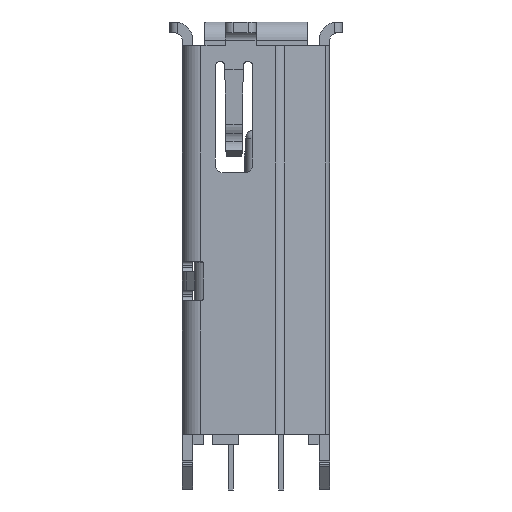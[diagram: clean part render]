
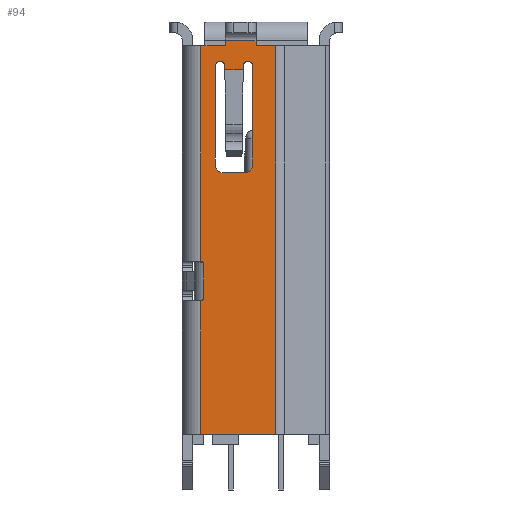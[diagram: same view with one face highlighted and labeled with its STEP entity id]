
A CAD part, left-side view. The second image highlights one B-rep face of the part: STEP entity #94.
In plain terms, the highlighted planar face has unit normal (-1, 0, 0).
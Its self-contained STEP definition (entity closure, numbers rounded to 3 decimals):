
#94=ADVANCED_FACE('',(#716,#717),#718,.T.);
#716=FACE_OUTER_BOUND('',#1841,.T.);
#717=FACE_BOUND('',#1842,.T.);
#718=PLANE('',#1843);
#1841=EDGE_LOOP('',(#3500,#3501,#3502,#3503,#3504,#3505,#3506,#3507,#3508,#3509,#3510,#3511));
#1842=EDGE_LOOP('',(#3512,#3513,#3514,#3515,#3516,#3517,#3518,#3519,#3520,#3521,#3522,#3523,#3524,#3525));
#1843=AXIS2_PLACEMENT_3D('',#3526,#3527,#3528);
#3500=ORIENTED_EDGE('',*,*,#7954,.T.);
#3501=ORIENTED_EDGE('',*,*,#7955,.T.);
#3502=ORIENTED_EDGE('',*,*,#7575,.T.);
#3503=ORIENTED_EDGE('',*,*,#7956,.F.);
#3504=ORIENTED_EDGE('',*,*,#7846,.T.);
#3505=ORIENTED_EDGE('',*,*,#7957,.F.);
#3506=ORIENTED_EDGE('',*,*,#7958,.T.);
#3507=ORIENTED_EDGE('',*,*,#7959,.T.);
#3508=ORIENTED_EDGE('',*,*,#7860,.T.);
#3509=ORIENTED_EDGE('',*,*,#7960,.T.);
#3510=ORIENTED_EDGE('',*,*,#7921,.T.);
#3511=ORIENTED_EDGE('',*,*,#7916,.F.);
#3512=ORIENTED_EDGE('',*,*,#7961,.T.);
#3513=ORIENTED_EDGE('',*,*,#7962,.T.);
#3514=ORIENTED_EDGE('',*,*,#7963,.T.);
#3515=ORIENTED_EDGE('',*,*,#7964,.T.);
#3516=ORIENTED_EDGE('',*,*,#7965,.T.);
#3517=ORIENTED_EDGE('',*,*,#7966,.T.);
#3518=ORIENTED_EDGE('',*,*,#7967,.T.);
#3519=ORIENTED_EDGE('',*,*,#7968,.T.);
#3520=ORIENTED_EDGE('',*,*,#7969,.T.);
#3521=ORIENTED_EDGE('',*,*,#7970,.T.);
#3522=ORIENTED_EDGE('',*,*,#7971,.F.);
#3523=ORIENTED_EDGE('',*,*,#7972,.T.);
#3524=ORIENTED_EDGE('',*,*,#7973,.T.);
#3525=ORIENTED_EDGE('',*,*,#7974,.T.);
#3526=CARTESIAN_POINT('',(-8.45,2.08,0.0));
#3527=DIRECTION('',(-1.0,0.0,0.0));
#3528=DIRECTION('',(0.0,0.0,1.0));
#7575=EDGE_CURVE('',#9155,#9153,#9156,.T.);
#7846=EDGE_CURVE('',#9674,#9672,#9675,.T.);
#7860=EDGE_CURVE('',#9701,#9699,#9702,.T.);
#7916=EDGE_CURVE('',#9800,#9802,#9803,.T.);
#7921=EDGE_CURVE('',#9810,#9802,#9811,.T.);
#7954=EDGE_CURVE('',#9800,#9865,#9868,.T.);
#7955=EDGE_CURVE('',#9865,#9155,#9869,.T.);
#7956=EDGE_CURVE('',#9674,#9153,#9870,.T.);
#7957=EDGE_CURVE('',#9871,#9672,#9872,.T.);
#7958=EDGE_CURVE('',#9871,#9873,#9874,.T.);
#7959=EDGE_CURVE('',#9873,#9701,#9875,.T.);
#7960=EDGE_CURVE('',#9699,#9810,#9876,.T.);
#7961=EDGE_CURVE('',#9877,#9878,#9879,.T.);
#7962=EDGE_CURVE('',#9878,#9880,#9881,.T.);
#7963=EDGE_CURVE('',#9880,#9882,#9883,.T.);
#7964=EDGE_CURVE('',#9882,#9884,#9885,.T.);
#7965=EDGE_CURVE('',#9884,#9886,#9887,.T.);
#7966=EDGE_CURVE('',#9886,#9888,#9889,.T.);
#7967=EDGE_CURVE('',#9888,#9890,#9891,.T.);
#7968=EDGE_CURVE('',#9890,#9892,#9893,.T.);
#7969=EDGE_CURVE('',#9892,#9894,#9895,.T.);
#7970=EDGE_CURVE('',#9894,#9896,#9897,.T.);
#7971=EDGE_CURVE('',#9898,#9896,#9899,.T.);
#7972=EDGE_CURVE('',#9898,#9900,#9901,.T.);
#7973=EDGE_CURVE('',#9900,#9902,#9903,.T.);
#7974=EDGE_CURVE('',#9902,#9877,#9904,.T.);
#9153=VERTEX_POINT('',#11775);
#9155=VERTEX_POINT('',#11777);
#9156=LINE('',#11778,#11779);
#9672=VERTEX_POINT('',#12517);
#9674=VERTEX_POINT('',#12520);
#9675=LINE('',#12521,#12522);
#9699=VERTEX_POINT('',#12555);
#9701=VERTEX_POINT('',#12557);
#9702=LINE('',#12558,#12559);
#9800=VERTEX_POINT('',#12727);
#9802=VERTEX_POINT('',#12730);
#9803=LINE('',#12731,#12732);
#9810=VERTEX_POINT('',#12743);
#9811=CIRCLE('',#12744,0.1);
#9865=VERTEX_POINT('',#12818);
#9868=CIRCLE('',#12822,0.1);
#9869=LINE('',#12823,#12824);
#9870=LINE('',#12825,#12826);
#9871=VERTEX_POINT('',#12827);
#9872=LINE('',#12828,#12829);
#9873=VERTEX_POINT('',#12830);
#9874=LINE('',#12831,#12832);
#9875=LINE('',#12833,#12834);
#9876=LINE('',#12835,#12836);
#9877=VERTEX_POINT('',#12837);
#9878=VERTEX_POINT('',#12838);
#9879=CIRCLE('',#12839,0.15);
#9880=VERTEX_POINT('',#12840);
#9881=LINE('',#12841,#12842);
#9882=VERTEX_POINT('',#12843);
#9883=CIRCLE('',#12844,0.3);
#9884=VERTEX_POINT('',#12845);
#9885=LINE('',#12846,#12847);
#9886=VERTEX_POINT('',#12848);
#9887=CIRCLE('',#12849,0.3);
#9888=VERTEX_POINT('',#12850);
#9889=LINE('',#12851,#12852);
#9890=VERTEX_POINT('',#12853);
#9891=CIRCLE('',#12854,0.15);
#9892=VERTEX_POINT('',#12855);
#9893=LINE('',#12856,#12857);
#9894=VERTEX_POINT('',#12858);
#9895=CIRCLE('',#12859,0.15);
#9896=VERTEX_POINT('',#12860);
#9897=LINE('',#12861,#12862);
#9898=VERTEX_POINT('',#12863);
#9899=LINE('',#12864,#12865);
#9900=VERTEX_POINT('',#12866);
#9901=LINE('',#12867,#12868);
#9902=VERTEX_POINT('',#12869);
#9903=CIRCLE('',#12870,0.15);
#9904=LINE('',#12871,#12872);
#11775=CARTESIAN_POINT('',(-8.45,-0.74,-15.57));
#11777=CARTESIAN_POINT('',(-8.45,2.08,-15.57));
#11778=CARTESIAN_POINT('',(-8.45,2.08,-15.57));
#11779=VECTOR('',#16009,2.82);
#12517=CARTESIAN_POINT('',(-8.45,0.0,-0.9));
#12520=CARTESIAN_POINT('',(-8.45,-0.74,-0.9));
#12521=CARTESIAN_POINT('',(-8.45,-0.74,-0.9));
#12522=VECTOR('',#16374,0.74);
#12555=CARTESIAN_POINT('',(-8.45,2.08,-0.9));
#12557=CARTESIAN_POINT('',(-8.45,1.16,-0.9));
#12558=CARTESIAN_POINT('',(-8.45,1.16,-0.9));
#12559=VECTOR('',#16396,0.92);
#12727=CARTESIAN_POINT('',(-8.45,1.98,-10.43));
#12730=CARTESIAN_POINT('',(-8.45,1.98,-9.13));
#12731=CARTESIAN_POINT('',(-8.45,1.98,-10.43));
#12732=VECTOR('',#16482,1.3);
#12743=CARTESIAN_POINT('',(-8.45,2.08,-9.03));
#12744=AXIS2_PLACEMENT_3D('',#16487,#16488,#16489);
#12818=CARTESIAN_POINT('',(-8.45,2.08,-10.53));
#12822=AXIS2_PLACEMENT_3D('',#16544,#16545,#16546);
#12823=CARTESIAN_POINT('',(-8.45,2.08,-10.53));
#12824=VECTOR('',#16547,5.04);
#12825=CARTESIAN_POINT('',(-8.45,-0.74,-0.9));
#12826=VECTOR('',#16548,14.67);
#12827=CARTESIAN_POINT('',(-8.45,0.0,-0.7));
#12828=CARTESIAN_POINT('',(-8.45,0.0,-0.7));
#12829=VECTOR('',#16549,0.2);
#12830=CARTESIAN_POINT('',(-8.45,1.16,-0.7));
#12831=CARTESIAN_POINT('',(-8.45,0.0,-0.7));
#12832=VECTOR('',#16550,1.16);
#12833=CARTESIAN_POINT('',(-8.45,1.16,-0.7));
#12834=VECTOR('',#16551,0.2);
#12835=CARTESIAN_POINT('',(-8.45,2.08,-0.9));
#12836=VECTOR('',#16552,8.13);
#12837=CARTESIAN_POINT('',(-8.45,0.28,-1.5));
#12838=CARTESIAN_POINT('',(-8.45,0.13,-1.65));
#12839=AXIS2_PLACEMENT_3D('',#16553,#16554,#16555);
#12840=CARTESIAN_POINT('',(-8.45,0.13,-5.4));
#12841=CARTESIAN_POINT('',(-8.45,0.13,-1.65));
#12842=VECTOR('',#16556,3.75);
#12843=CARTESIAN_POINT('',(-8.45,0.43,-5.7));
#12844=AXIS2_PLACEMENT_3D('',#16557,#16558,#16559);
#12845=CARTESIAN_POINT('',(-8.45,1.23,-5.7));
#12846=CARTESIAN_POINT('',(-8.45,0.43,-5.7));
#12847=VECTOR('',#16560,0.8);
#12848=CARTESIAN_POINT('',(-8.45,1.53,-5.4));
#12849=AXIS2_PLACEMENT_3D('',#16561,#16562,#16563);
#12850=CARTESIAN_POINT('',(-8.45,1.53,-1.65));
#12851=CARTESIAN_POINT('',(-8.45,1.53,-5.4));
#12852=VECTOR('',#16564,3.75);
#12853=CARTESIAN_POINT('',(-8.45,1.38,-1.5));
#12854=AXIS2_PLACEMENT_3D('',#16565,#16566,#16567);
#12855=CARTESIAN_POINT('',(-8.45,1.328,-1.5));
#12856=CARTESIAN_POINT('',(-8.45,1.38,-1.5));
#12857=VECTOR('',#16568,0.052);
#12858=CARTESIAN_POINT('',(-8.45,1.178,-1.648));
#12859=AXIS2_PLACEMENT_3D('',#16569,#16570,#16571);
#12860=CARTESIAN_POINT('',(-8.45,1.176,-1.8));
#12861=CARTESIAN_POINT('',(-8.45,1.178,-1.648));
#12862=VECTOR('',#16572,0.152);
#12863=CARTESIAN_POINT('',(-8.45,0.484,-1.8));
#12864=CARTESIAN_POINT('',(-8.45,0.484,-1.8));
#12865=VECTOR('',#16573,0.692);
#12866=CARTESIAN_POINT('',(-8.45,0.482,-1.648));
#12867=CARTESIAN_POINT('',(-8.45,0.484,-1.8));
#12868=VECTOR('',#16574,0.152);
#12869=CARTESIAN_POINT('',(-8.45,0.332,-1.5));
#12870=AXIS2_PLACEMENT_3D('',#16575,#16576,#16577);
#12871=CARTESIAN_POINT('',(-8.45,0.332,-1.5));
#12872=VECTOR('',#16578,0.052);
#16009=DIRECTION('',(0.0,-1.0,0.0));
#16374=DIRECTION('',(0.0,1.0,0.0));
#16396=DIRECTION('',(0.0,1.0,0.0));
#16482=DIRECTION('',(0.0,0.0,1.0));
#16487=CARTESIAN_POINT('',(-8.45,2.08,-9.13));
#16488=DIRECTION('',(1.0,0.0,-0.0));
#16489=DIRECTION('',(0.0,0.0,1.0));
#16544=CARTESIAN_POINT('',(-8.45,2.08,-10.43));
#16545=DIRECTION('',(1.0,0.0,0.0));
#16546=DIRECTION('',(0.0,-1.0,0.0));
#16547=DIRECTION('',(0.0,0.0,-1.0));
#16548=DIRECTION('',(0.0,0.0,-1.0));
#16549=DIRECTION('',(0.0,0.0,-1.0));
#16550=DIRECTION('',(0.0,1.0,0.0));
#16551=DIRECTION('',(0.0,0.0,-1.0));
#16552=DIRECTION('',(0.0,0.0,-1.0));
#16553=CARTESIAN_POINT('',(-8.45,0.28,-1.65));
#16554=DIRECTION('',(1.0,0.0,-0.0));
#16555=DIRECTION('',(0.0,0.0,1.0));
#16556=DIRECTION('',(0.0,0.0,-1.0));
#16557=CARTESIAN_POINT('',(-8.45,0.43,-5.4));
#16558=DIRECTION('',(1.0,0.0,0.0));
#16559=DIRECTION('',(0.0,-1.0,0.0));
#16560=DIRECTION('',(0.0,1.0,0.0));
#16561=CARTESIAN_POINT('',(-8.45,1.23,-5.4));
#16562=DIRECTION('',(1.0,0.0,0.0));
#16563=DIRECTION('',(0.0,0.0,-1.0));
#16564=DIRECTION('',(0.0,0.0,1.0));
#16565=CARTESIAN_POINT('',(-8.45,1.38,-1.65));
#16566=DIRECTION('',(1.0,0.0,0.0));
#16567=DIRECTION('',(0.0,1.0,0.0));
#16568=DIRECTION('',(0.0,-1.0,0.0));
#16569=CARTESIAN_POINT('',(-8.45,1.328,-1.65));
#16570=DIRECTION('',(1.0,0.0,-0.0));
#16571=DIRECTION('',(0.0,0.0,1.0));
#16572=DIRECTION('',(0.0,-0.014,-1.));
#16573=DIRECTION('',(0.0,1.0,0.0));
#16574=DIRECTION('',(0.0,-0.014,1.));
#16575=CARTESIAN_POINT('',(-8.45,0.332,-1.65));
#16576=DIRECTION('',(1.0,0.0,-0.0));
#16577=DIRECTION('',(0.0,1.,0.014));
#16578=DIRECTION('',(0.0,-1.0,0.0));
